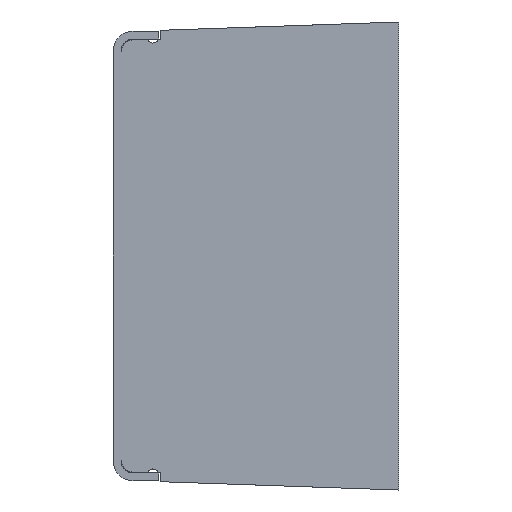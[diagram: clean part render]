
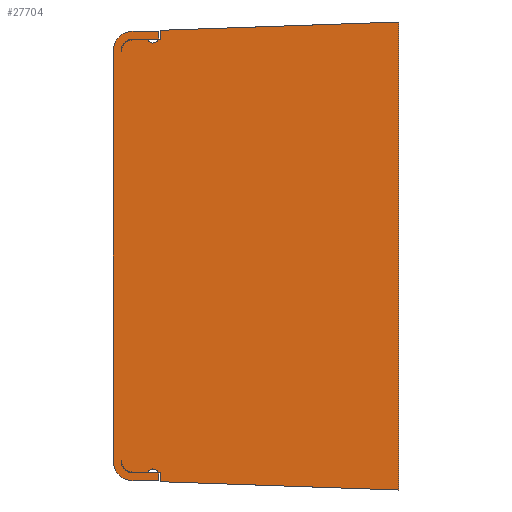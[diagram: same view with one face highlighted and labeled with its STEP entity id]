
A CAD part, left-side view. The second image highlights one B-rep face of the part: STEP entity #27704.
In plain terms, the highlighted planar face has unit normal (-1, 0, 0).
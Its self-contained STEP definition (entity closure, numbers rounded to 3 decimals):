
#14=CARTESIAN_POINT('',(-30.,67.,-51.7));
#15=DIRECTION('',(-1.,0.,0.));
#16=DIRECTION('',(0.,1.,0.));
#17=AXIS2_PLACEMENT_3D('',#14,#15,#16);
#19=CARTESIAN_POINT('',(-30.,67.,-51.7));
#20=DIRECTION('',(1.,0.,0.));
#21=DIRECTION('',(0.,0.,-1.));
#22=AXIS2_PLACEMENT_3D('',#19,#20,#21);
#24=CARTESIAN_POINT('',(-30.,67.,51.7));
#25=DIRECTION('',(1.,0.,0.));
#26=DIRECTION('',(0.,1.,0.));
#27=AXIS2_PLACEMENT_3D('',#24,#25,#26);
#29=CARTESIAN_POINT('',(-30.,67.,51.7));
#30=DIRECTION('',(-1.,0.,0.));
#31=DIRECTION('',(0.,0.,1.));
#32=AXIS2_PLACEMENT_3D('',#29,#30,#31);
#34=CARTESIAN_POINT('',(-30.,67.,51.5));
#35=DIRECTION('',(1.,0.,0.));
#36=DIRECTION('',(0.,0.998,0.066));
#37=AXIS2_PLACEMENT_3D('',#34,#35,#36);
#39=DIRECTION('',(0.,-1.,0.));
#40=VECTOR('',#39,3.673);
#41=CARTESIAN_POINT('',(-30.,67.,54.5));
#42=LINE('',#41,#40);
#43=CARTESIAN_POINT('',(-30.,62.,55.2));
#44=DIRECTION('',(-1.,0.,0.));
#45=DIRECTION('',(0.,0.884,-0.467));
#46=AXIS2_PLACEMENT_3D('',#43,#44,#45);
#48=CARTESIAN_POINT('',(-30.,62.,55.2));
#49=DIRECTION('',(-1.,0.,0.));
#50=DIRECTION('',(0.,0.,-1.));
#51=AXIS2_PLACEMENT_3D('',#48,#49,#50);
#53=DIRECTION('',(0.,-1.,0.));
#54=VECTOR('',#53,0.673);
#55=CARTESIAN_POINT('',(-30.,60.673,54.5));
#56=LINE('',#55,#54);
#57=DIRECTION('',(0.,0.,1.));
#58=VECTOR('',#57,2.405);
#59=CARTESIAN_POINT('',(-30.,60.,54.5));
#60=LINE('',#59,#58);
#61=DIRECTION('',(0.,-0.999,0.035));
#62=VECTOR('',#61,60.037);
#63=CARTESIAN_POINT('',(-30.,60.,56.905));
#64=LINE('',#63,#62);
#65=DIRECTION('',(0.,0.,-1.));
#66=VECTOR('',#65,118.);
#67=CARTESIAN_POINT('',(-30.,0.,59.));
#68=LINE('',#67,#66);
#69=DIRECTION('',(0.,0.999,0.035));
#70=VECTOR('',#69,60.037);
#71=CARTESIAN_POINT('',(-30.,0.,-59.));
#72=LINE('',#71,#70);
#73=DIRECTION('',(0.,0.,1.));
#74=VECTOR('',#73,2.405);
#75=CARTESIAN_POINT('',(-30.,60.,-56.905));
#76=LINE('',#75,#74);
#77=DIRECTION('',(0.,1.,0.));
#78=VECTOR('',#77,0.673);
#79=CARTESIAN_POINT('',(-30.,60.,-54.5));
#80=LINE('',#79,#78);
#81=CARTESIAN_POINT('',(-30.,62.,-55.2));
#82=DIRECTION('',(-1.,0.,0.));
#83=DIRECTION('',(0.,-0.884,0.467));
#84=AXIS2_PLACEMENT_3D('',#81,#82,#83);
#86=CARTESIAN_POINT('',(-30.,62.,-55.2));
#87=DIRECTION('',(-1.,0.,0.));
#88=DIRECTION('',(0.,0.,1.));
#89=AXIS2_PLACEMENT_3D('',#86,#87,#88);
#91=DIRECTION('',(0.,1.,0.));
#92=VECTOR('',#91,3.673);
#93=CARTESIAN_POINT('',(-30.,63.327,-54.5));
#94=LINE('',#93,#92);
#95=CARTESIAN_POINT('',(-30.,67.,-51.5));
#96=DIRECTION('',(1.,0.,0.));
#97=DIRECTION('',(0.,0.,-1.));
#98=AXIS2_PLACEMENT_3D('',#95,#96,#97);
#112=DIRECTION('',(0.,1.,0.));
#113=VECTOR('',#112,6.5);
#114=CARTESIAN_POINT('',(-30.,60.5,-54.7));
#115=LINE('',#114,#113);
#23342=DIRECTION('',(0.,-1.,0.));
#23343=VECTOR('',#23342,6.5);
#23344=CARTESIAN_POINT('',(-30.,67.,54.7));
#23345=LINE('',#23344,#23343);
#23346=DIRECTION('',(0.,0.,1.));
#23347=VECTOR('',#23346,2.);
#23348=CARTESIAN_POINT('',(-30.,60.5,54.7));
#23349=LINE('',#23348,#23347);
#23358=DIRECTION('',(0.,1.,0.));
#23359=VECTOR('',#23358,6.5);
#23360=CARTESIAN_POINT('',(-30.,60.5,56.7));
#23361=LINE('',#23360,#23359);
#23370=DIRECTION('',(0.,0.,-1.));
#23371=VECTOR('',#23370,103.4);
#23372=CARTESIAN_POINT('',(-30.,72.,51.7));
#23373=LINE('',#23372,#23371);
#23382=DIRECTION('',(0.,-1.,0.));
#23383=VECTOR('',#23382,6.5);
#23384=CARTESIAN_POINT('',(-30.,67.,-56.7));
#23385=LINE('',#23384,#23383);
#23386=DIRECTION('',(0.,0.,1.));
#23387=VECTOR('',#23386,2.);
#23388=CARTESIAN_POINT('',(-30.,60.5,-56.7));
#23389=LINE('',#23388,#23387);
#23394=CARTESIAN_POINT('',(-30.,70.,-51.7));
#23395=CARTESIAN_POINT('',(-30.,67.,-54.7));
#23396=VERTEX_POINT('',#23394);
#23397=VERTEX_POINT('',#23395);
#23398=CARTESIAN_POINT('',(-30.,60.5,-54.7));
#23399=VERTEX_POINT('',#23398);
#23400=CARTESIAN_POINT('',(-30.,60.5,-56.7));
#23401=VERTEX_POINT('',#23400);
#23402=CARTESIAN_POINT('',(-30.,67.,-56.7));
#23403=VERTEX_POINT('',#23402);
#23404=CARTESIAN_POINT('',(-30.,72.,-51.7));
#23405=VERTEX_POINT('',#23404);
#23406=CARTESIAN_POINT('',(-30.,72.,51.7));
#23407=VERTEX_POINT('',#23406);
#23408=CARTESIAN_POINT('',(-30.,67.,56.7));
#23409=VERTEX_POINT('',#23408);
#23410=CARTESIAN_POINT('',(-30.,60.5,56.7));
#23411=VERTEX_POINT('',#23410);
#23412=CARTESIAN_POINT('',(-30.,60.5,54.7));
#23413=VERTEX_POINT('',#23412);
#23414=CARTESIAN_POINT('',(-30.,67.,54.7));
#23415=VERTEX_POINT('',#23414);
#23416=CARTESIAN_POINT('',(-30.,70.,51.7));
#23417=VERTEX_POINT('',#23416);
#23418=CARTESIAN_POINT('',(-30.,67.,54.5));
#23419=VERTEX_POINT('',#23418);
#23420=CARTESIAN_POINT('',(-30.,63.327,54.5));
#23421=VERTEX_POINT('',#23420);
#23422=CARTESIAN_POINT('',(-30.,62.,53.7));
#23423=VERTEX_POINT('',#23422);
#23424=CARTESIAN_POINT('',(-30.,60.673,54.5));
#23425=VERTEX_POINT('',#23424);
#23426=CARTESIAN_POINT('',(-30.,60.,54.5));
#23427=VERTEX_POINT('',#23426);
#23428=CARTESIAN_POINT('',(-30.,60.,56.905));
#23429=VERTEX_POINT('',#23428);
#23430=CARTESIAN_POINT('',(-30.,0.,59.));
#23431=VERTEX_POINT('',#23430);
#23432=CARTESIAN_POINT('',(-30.,0.,-59.));
#23433=VERTEX_POINT('',#23432);
#23434=CARTESIAN_POINT('',(-30.,60.,-56.905));
#23435=VERTEX_POINT('',#23434);
#23436=CARTESIAN_POINT('',(-30.,60.,-54.5));
#23437=VERTEX_POINT('',#23436);
#23438=CARTESIAN_POINT('',(-30.,60.673,-54.5));
#23439=VERTEX_POINT('',#23438);
#23440=CARTESIAN_POINT('',(-30.,62.,-53.7));
#23441=VERTEX_POINT('',#23440);
#23442=CARTESIAN_POINT('',(-30.,63.327,-54.5));
#23443=VERTEX_POINT('',#23442);
#23444=CARTESIAN_POINT('',(-30.,67.,-54.5));
#23445=VERTEX_POINT('',#23444);
#27645=CARTESIAN_POINT('',(-30.,0.,0.));
#27646=DIRECTION('',(1.,0.,0.));
#27647=DIRECTION('',(0.,0.,-1.));
#27648=AXIS2_PLACEMENT_3D('',#27645,#27646,#27647);
#27649=PLANE('',#27648);
#27651=ORIENTED_EDGE('',*,*,#27650,.T.);
#27653=ORIENTED_EDGE('',*,*,#27652,.F.);
#27655=ORIENTED_EDGE('',*,*,#27654,.F.);
#27657=ORIENTED_EDGE('',*,*,#27656,.F.);
#27659=ORIENTED_EDGE('',*,*,#27658,.T.);
#27661=ORIENTED_EDGE('',*,*,#27660,.F.);
#27663=ORIENTED_EDGE('',*,*,#27662,.T.);
#27665=ORIENTED_EDGE('',*,*,#27664,.F.);
#27667=ORIENTED_EDGE('',*,*,#27666,.F.);
#27669=ORIENTED_EDGE('',*,*,#27668,.F.);
#27671=ORIENTED_EDGE('',*,*,#27670,.T.);
#27673=ORIENTED_EDGE('',*,*,#27672,.T.);
#27675=ORIENTED_EDGE('',*,*,#27674,.T.);
#27677=ORIENTED_EDGE('',*,*,#27676,.T.);
#27679=ORIENTED_EDGE('',*,*,#27678,.T.);
#27681=ORIENTED_EDGE('',*,*,#27680,.T.);
#27683=ORIENTED_EDGE('',*,*,#27682,.T.);
#27685=ORIENTED_EDGE('',*,*,#27684,.T.);
#27687=ORIENTED_EDGE('',*,*,#27686,.T.);
#27689=ORIENTED_EDGE('',*,*,#27688,.T.);
#27691=ORIENTED_EDGE('',*,*,#27690,.T.);
#27693=ORIENTED_EDGE('',*,*,#27692,.T.);
#27695=ORIENTED_EDGE('',*,*,#27694,.T.);
#27697=ORIENTED_EDGE('',*,*,#27696,.T.);
#27699=ORIENTED_EDGE('',*,*,#27698,.T.);
#27701=ORIENTED_EDGE('',*,*,#27700,.T.);
#27702=EDGE_LOOP('',(#27651,#27653,#27655,#27657,#27659,#27661,#27663,#27665,
#27667,#27669,#27671,#27673,#27675,#27677,#27679,#27681,#27683,#27685,#27687,
#27689,#27691,#27693,#27695,#27697,#27699,#27701));
#27703=FACE_OUTER_BOUND('',#27702,.F.);
#27704=ADVANCED_FACE('',(#27703),#27649,.F.);
#18=CIRCLE('',#17,3.);
#23=CIRCLE('',#22,5.);
#28=CIRCLE('',#27,5.);
#33=CIRCLE('',#32,3.);
#38=CIRCLE('',#37,3.);
#47=CIRCLE('',#46,1.5);
#52=CIRCLE('',#51,1.5);
#85=CIRCLE('',#84,1.5);
#90=CIRCLE('',#89,1.5);
#99=CIRCLE('',#98,3.);
#27650=EDGE_CURVE('',#23396,#23397,#18,.T.);
#27652=EDGE_CURVE('',#23399,#23397,#115,.T.);
#27654=EDGE_CURVE('',#23401,#23399,#23389,.T.);
#27656=EDGE_CURVE('',#23403,#23401,#23385,.T.);
#27658=EDGE_CURVE('',#23403,#23405,#23,.T.);
#27660=EDGE_CURVE('',#23407,#23405,#23373,.T.);
#27662=EDGE_CURVE('',#23407,#23409,#28,.T.);
#27664=EDGE_CURVE('',#23411,#23409,#23361,.T.);
#27666=EDGE_CURVE('',#23413,#23411,#23349,.T.);
#27668=EDGE_CURVE('',#23415,#23413,#23345,.T.);
#27670=EDGE_CURVE('',#23415,#23417,#33,.T.);
#27672=EDGE_CURVE('',#23417,#23419,#38,.T.);
#27674=EDGE_CURVE('',#23419,#23421,#42,.T.);
#27676=EDGE_CURVE('',#23421,#23423,#47,.T.);
#27678=EDGE_CURVE('',#23423,#23425,#52,.T.);
#27680=EDGE_CURVE('',#23425,#23427,#56,.T.);
#27682=EDGE_CURVE('',#23427,#23429,#60,.T.);
#27684=EDGE_CURVE('',#23429,#23431,#64,.T.);
#27686=EDGE_CURVE('',#23431,#23433,#68,.T.);
#27688=EDGE_CURVE('',#23433,#23435,#72,.T.);
#27690=EDGE_CURVE('',#23435,#23437,#76,.T.);
#27692=EDGE_CURVE('',#23437,#23439,#80,.T.);
#27694=EDGE_CURVE('',#23439,#23441,#85,.T.);
#27696=EDGE_CURVE('',#23441,#23443,#90,.T.);
#27698=EDGE_CURVE('',#23443,#23445,#94,.T.);
#27700=EDGE_CURVE('',#23445,#23396,#99,.T.);
